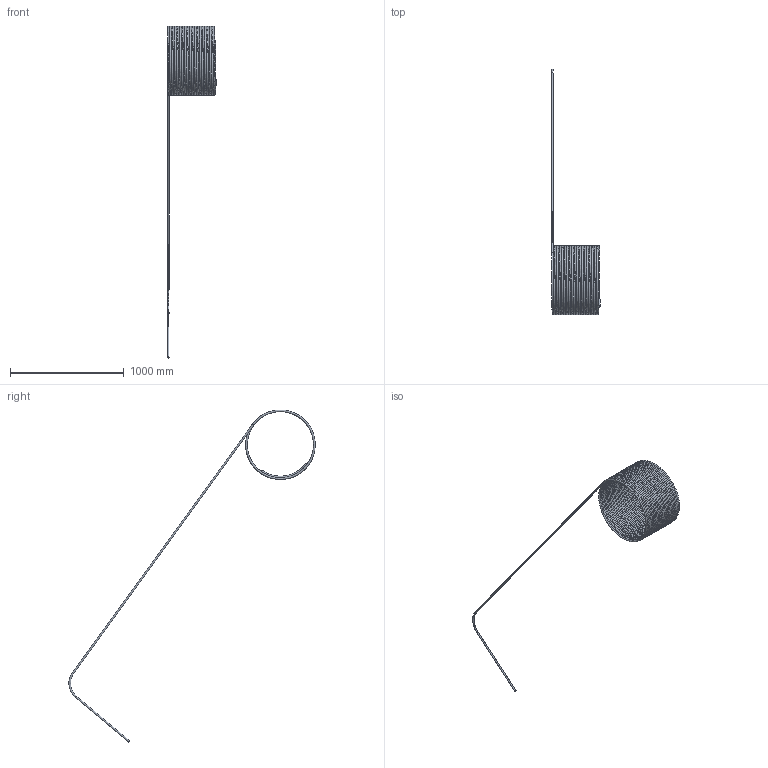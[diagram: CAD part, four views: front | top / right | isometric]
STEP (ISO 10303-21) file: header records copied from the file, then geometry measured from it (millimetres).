
FILE_DESCRIPTION((''),'2;1');
FILE_NAME('little winch cable.stp','2015-08-04T14:19:50',('mrister'),(''),'Autodesk Inventor 2013','Autodesk Inventor 2013','');
FILE_SCHEMA(('AUTOMOTIVE_DESIGN { 1 0 10303 214 1 1 1 1 }'));
Length unit declared in the file: inch
Products named in the file (1): 7513
Bounding box: 431.01 x 2162.39 x 2915.68 mm (x, y, z)
Volume: 8606203.6 mm3; surface area: 2664609 mm2
Topology: 2 solids, 2 shells, 13 faces, 22 edges, 14 vertices
Faces by surface type: plane 5, cylinder 4, bspline 2, torus 2
Full cylindrical faces by diameter (mm): 12.7 x2, 14.288 x2
Entity records: 11092 total; most frequent: CARTESIAN_POINT 10832, DIRECTION 52, ORIENTED_EDGE 32, AXIS2_PLACEMENT_3D 26, EDGE_LOOP 20, EDGE_CURVE 16, VERTEX_POINT 14, CIRCLE 14
